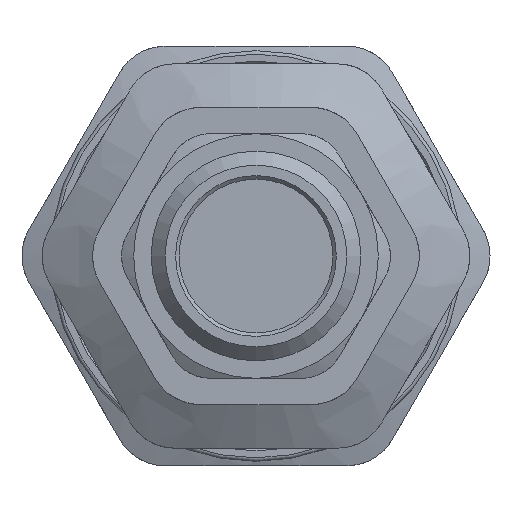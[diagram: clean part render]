
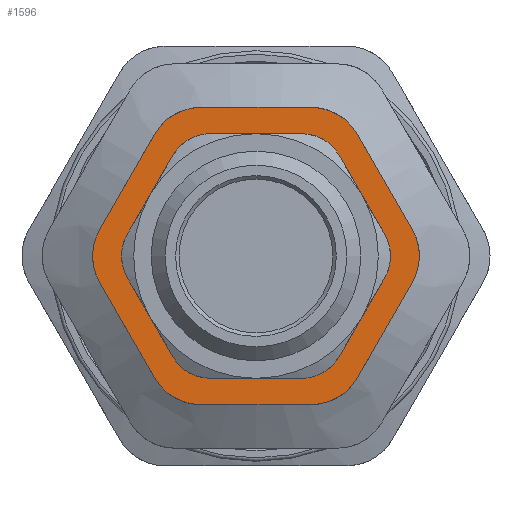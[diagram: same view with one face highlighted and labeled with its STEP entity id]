
A CAD part, front view. The second image highlights one B-rep face of the part: STEP entity #1596.
In plain terms, the highlighted planar face has unit normal (0, -1, 0).
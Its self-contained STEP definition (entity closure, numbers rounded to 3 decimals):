
#194=FACE_BOUND('',#300,.T.);
#202=FACE_OUTER_BOUND('',#299,.T.);
#299=EDGE_LOOP('',(#986,#987,#988,#989,#990,#991,#992,#993,#994,#995,#996,
#997));
#300=EDGE_LOOP('',(#998));
#404=LINE('',#2252,#470);
#405=LINE('',#2256,#471);
#406=LINE('',#2260,#472);
#407=LINE('',#2264,#473);
#408=LINE('',#2268,#474);
#409=LINE('',#2271,#475);
#470=VECTOR('',#1876,10.);
#471=VECTOR('',#1879,10.);
#472=VECTOR('',#1882,10.);
#473=VECTOR('',#1885,10.);
#474=VECTOR('',#1888,10.);
#475=VECTOR('',#1891,10.);
#536=CIRCLE('',#1717,3.);
#537=CIRCLE('',#1718,3.);
#538=CIRCLE('',#1719,3.);
#539=CIRCLE('',#1720,3.);
#540=CIRCLE('',#1721,3.);
#541=CIRCLE('',#1722,3.);
#542=CIRCLE('',#1723,6.856);
#593=VERTEX_POINT('',#2248);
#594=VERTEX_POINT('',#2249);
#595=VERTEX_POINT('',#2251);
#596=VERTEX_POINT('',#2253);
#597=VERTEX_POINT('',#2255);
#598=VERTEX_POINT('',#2257);
#599=VERTEX_POINT('',#2259);
#600=VERTEX_POINT('',#2261);
#601=VERTEX_POINT('',#2263);
#602=VERTEX_POINT('',#2265);
#603=VERTEX_POINT('',#2267);
#604=VERTEX_POINT('',#2269);
#605=VERTEX_POINT('',#2272);
#746=EDGE_CURVE('',#593,#594,#536,.T.);
#747=EDGE_CURVE('',#593,#595,#404,.T.);
#748=EDGE_CURVE('',#596,#595,#537,.T.);
#749=EDGE_CURVE('',#596,#597,#405,.T.);
#750=EDGE_CURVE('',#598,#597,#538,.T.);
#751=EDGE_CURVE('',#598,#599,#406,.T.);
#752=EDGE_CURVE('',#600,#599,#539,.T.);
#753=EDGE_CURVE('',#600,#601,#407,.T.);
#754=EDGE_CURVE('',#602,#601,#540,.T.);
#755=EDGE_CURVE('',#602,#603,#408,.T.);
#756=EDGE_CURVE('',#604,#603,#541,.T.);
#757=EDGE_CURVE('',#604,#594,#409,.T.);
#758=EDGE_CURVE('',#605,#605,#542,.T.);
#986=ORIENTED_EDGE('',*,*,#746,.F.);
#987=ORIENTED_EDGE('',*,*,#747,.T.);
#988=ORIENTED_EDGE('',*,*,#748,.F.);
#989=ORIENTED_EDGE('',*,*,#749,.T.);
#990=ORIENTED_EDGE('',*,*,#750,.F.);
#991=ORIENTED_EDGE('',*,*,#751,.T.);
#992=ORIENTED_EDGE('',*,*,#752,.F.);
#993=ORIENTED_EDGE('',*,*,#753,.T.);
#994=ORIENTED_EDGE('',*,*,#754,.F.);
#995=ORIENTED_EDGE('',*,*,#755,.T.);
#996=ORIENTED_EDGE('',*,*,#756,.F.);
#997=ORIENTED_EDGE('',*,*,#757,.T.);
#998=ORIENTED_EDGE('',*,*,#758,.T.);
#1466=PLANE('',#1716);
#1596=ADVANCED_FACE('',(#202,#194),#1466,.F.);
#1716=AXIS2_PLACEMENT_3D('',#2247,#1872,#1873);
#1717=AXIS2_PLACEMENT_3D('',#2250,#1874,#1875);
#1718=AXIS2_PLACEMENT_3D('',#2254,#1877,#1878);
#1719=AXIS2_PLACEMENT_3D('',#2258,#1880,#1881);
#1720=AXIS2_PLACEMENT_3D('',#2262,#1883,#1884);
#1721=AXIS2_PLACEMENT_3D('',#2266,#1886,#1887);
#1722=AXIS2_PLACEMENT_3D('',#2270,#1889,#1890);
#1723=AXIS2_PLACEMENT_3D('',#2273,#1892,#1893);
#1872=DIRECTION('center_axis',(0.,1.,0.));
#1873=DIRECTION('ref_axis',(0.,0.,1.));
#1874=DIRECTION('center_axis',(0.,1.,0.));
#1875=DIRECTION('ref_axis',(-1.,0.,0.));
#1876=DIRECTION('',(0.5,0.,-0.866));
#1877=DIRECTION('center_axis',(0.,1.,0.));
#1878=DIRECTION('ref_axis',(-0.5,0.,-0.866));
#1879=DIRECTION('',(1.,0.,0.));
#1880=DIRECTION('center_axis',(0.,1.,0.));
#1881=DIRECTION('ref_axis',(0.5,0.,-0.866));
#1882=DIRECTION('',(0.5,0.,0.866));
#1883=DIRECTION('center_axis',(0.,1.,0.));
#1884=DIRECTION('ref_axis',(1.,0.,0.));
#1885=DIRECTION('',(-0.5,0.,0.866));
#1886=DIRECTION('center_axis',(0.,1.,0.));
#1887=DIRECTION('ref_axis',(0.5,0.,0.866));
#1888=DIRECTION('',(-1.,0.,0.));
#1889=DIRECTION('center_axis',(0.,1.,0.));
#1890=DIRECTION('ref_axis',(-0.5,0.,0.866));
#1891=DIRECTION('',(-0.5,0.,-0.866));
#1892=DIRECTION('center_axis',(0.,1.,0.));
#1893=DIRECTION('ref_axis',(0.,0.,-1.));
#2247=CARTESIAN_POINT('Origin',(-1.887,0.632,0.));
#2248=CARTESIAN_POINT('',(-10.836,0.632,-1.5));
#2249=CARTESIAN_POINT('',(-10.836,0.632,1.5));
#2250=CARTESIAN_POINT('Origin',(-8.238,0.632,0.));
#2251=CARTESIAN_POINT('',(-7.66,0.632,-7.));
#2252=CARTESIAN_POINT('',(-11.694,0.632,-0.014));
#2253=CARTESIAN_POINT('',(-5.062,0.632,-8.5));
#2254=CARTESIAN_POINT('Origin',(-5.062,0.632,-5.5));
#2255=CARTESIAN_POINT('',(1.289,0.632,-8.5));
#2256=CARTESIAN_POINT('',(-9.216,0.632,-8.5));
#2257=CARTESIAN_POINT('',(3.887,0.632,-7.));
#2258=CARTESIAN_POINT('Origin',(1.289,0.632,-5.5));
#2259=CARTESIAN_POINT('',(7.062,0.632,-1.5));
#2260=CARTESIAN_POINT('',(3.029,0.632,-8.486));
#2261=CARTESIAN_POINT('',(7.062,0.632,1.5));
#2262=CARTESIAN_POINT('Origin',(4.464,0.632,0.));
#2263=CARTESIAN_POINT('',(3.887,0.632,7.));
#2264=CARTESIAN_POINT('',(5.483,0.632,4.236));
#2265=CARTESIAN_POINT('',(1.289,0.632,8.5));
#2266=CARTESIAN_POINT('Origin',(1.289,0.632,5.5));
#2267=CARTESIAN_POINT('',(-5.062,0.632,8.5));
#2268=CARTESIAN_POINT('',(-4.308,0.632,8.5));
#2269=CARTESIAN_POINT('',(-7.66,0.632,7.));
#2270=CARTESIAN_POINT('Origin',(-5.062,0.632,5.5));
#2271=CARTESIAN_POINT('',(-9.24,0.632,4.264));
#2272=CARTESIAN_POINT('',(-1.887,0.632,6.856));
#2273=CARTESIAN_POINT('Origin',(-1.887,0.632,0.));
